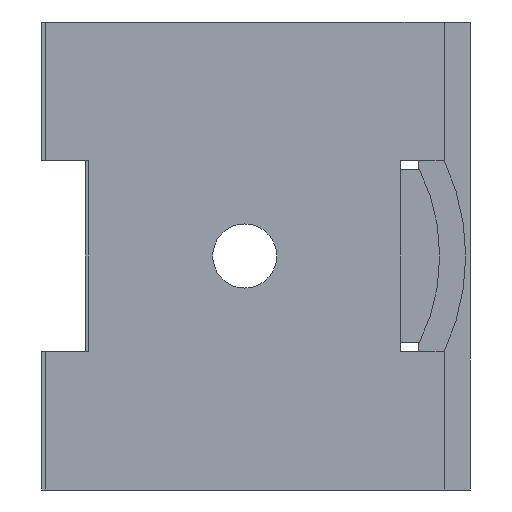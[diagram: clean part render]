
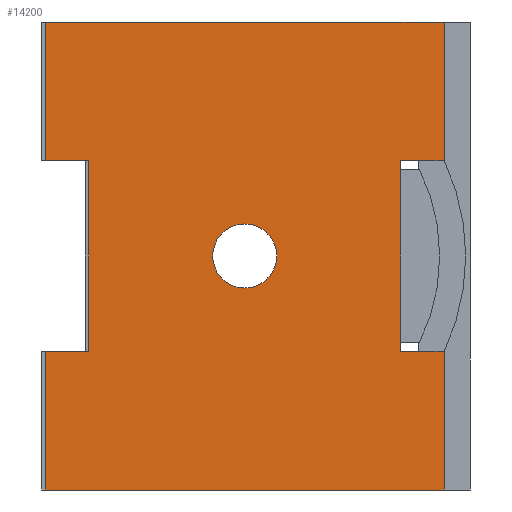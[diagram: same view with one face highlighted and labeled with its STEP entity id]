
A CAD part, front view. The second image highlights one B-rep face of the part: STEP entity #14200.
In plain terms, the highlighted planar face has unit normal (0, -1, 0).
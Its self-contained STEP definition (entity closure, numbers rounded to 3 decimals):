
#720=CARTESIAN_POINT('',(321.552,194.039,0.));
#730=VERTEX_POINT('',#720);
#760=CARTESIAN_POINT('',(319.552,194.039,0.));
#770=DIRECTION('',(-1.,0.,0.));
#780=VECTOR('',#770,1.);
#790=LINE('',#760,#780);
#800=CARTESIAN_POINT('',(298.552,194.039,0.));
#810=VERTEX_POINT('',#800);
#820=EDGE_CURVE('',#730,#810,#790,.T.);
#2780=CARTESIAN_POINT('',(298.552,194.039,-27.));
#2790=VERTEX_POINT('',#2780);
#2820=CARTESIAN_POINT('',(319.552,194.039,-27.));
#2830=DIRECTION('',(-1.,0.,0.));
#2840=VECTOR('',#2830,1.);
#2850=LINE('',#2820,#2840);
#2860=CARTESIAN_POINT('',(321.552,194.039,-27.));
#2870=VERTEX_POINT('',#2860);
#2880=EDGE_CURVE('',#2870,#2790,#2850,.T.);
#12400=CARTESIAN_POINT('',(321.552,194.039,0.));
#12410=DIRECTION('',(0.,0.,1.));
#12420=VECTOR('',#12410,1.);
#12430=LINE('',#12400,#12420);
#12440=CARTESIAN_POINT('',(321.552,194.039,-8.));
#12450=VERTEX_POINT('',#12440);
#12460=EDGE_CURVE('',#12450,#730,#12430,.T.);
#13270=CARTESIAN_POINT('',(300.552,194.039,0.));
#13280=DIRECTION('',(-0.,-1.,-0.));
#13290=DIRECTION('',(-1.,0.,0.));
#13300=AXIS2_PLACEMENT_3D('',#13270,#13280,#13290);
#13310=PLANE('',#13300);
#13320=CARTESIAN_POINT('',(310.052,194.039,-13.5));
#13330=DIRECTION('',(0.,-1.,0.));
#13340=DIRECTION('',(1.,0.,0.));
#13350=AXIS2_PLACEMENT_3D('',#13320,#13330,#13340);
#13360=CIRCLE('',#13350,1.85);
#13370=CARTESIAN_POINT('',(311.902,194.039,-13.5));
#13380=VERTEX_POINT('',#13370);
#13390=CARTESIAN_POINT('',(308.202,194.039,-13.5));
#13400=VERTEX_POINT('',#13390);
#13410=EDGE_CURVE('',#13380,#13400,#13360,.T.);
#13420=ORIENTED_EDGE('',*,*,#13410,.F.);
#13430=EDGE_CURVE('',#13400,#13380,#13360,.T.);
#13440=ORIENTED_EDGE('',*,*,#13430,.F.);
#13450=EDGE_LOOP('',(#13440,#13420));
#13460=FACE_BOUND('',#13450,.T.);
#13470=CARTESIAN_POINT('',(0.,194.039,-8.));
#13480=DIRECTION('',(1.,0.,0.));
#13490=VECTOR('',#13480,1.);
#13500=LINE('',#13470,#13490);
#13510=CARTESIAN_POINT('',(319.052,194.039,-8.));
#13520=VERTEX_POINT('',#13510);
#13530=EDGE_CURVE('',#13520,#12450,#13500,.T.);
#13540=ORIENTED_EDGE('',*,*,#13530,.T.);
#13550=CARTESIAN_POINT('',(319.052,194.039,0.));
#13560=DIRECTION('',(0.,0.,-1.));
#13570=VECTOR('',#13560,1.);
#13580=LINE('',#13550,#13570);
#13590=CARTESIAN_POINT('',(319.052,194.039,-19.));
#13600=VERTEX_POINT('',#13590);
#13610=EDGE_CURVE('',#13520,#13600,#13580,.T.);
#13620=ORIENTED_EDGE('',*,*,#13610,.F.);
#13630=CARTESIAN_POINT('',(0.,194.039,-19.));
#13640=DIRECTION('',(-1.,0.,0.));
#13650=VECTOR('',#13640,1.);
#13660=LINE('',#13630,#13650);
#13670=CARTESIAN_POINT('',(321.552,194.039,-19.));
#13680=VERTEX_POINT('',#13670);
#13690=EDGE_CURVE('',#13680,#13600,#13660,.T.);
#13700=ORIENTED_EDGE('',*,*,#13690,.T.);
#13710=CARTESIAN_POINT('',(321.552,194.039,0.));
#13720=DIRECTION('',(0.,0.,1.));
#13730=VECTOR('',#13720,1.);
#13740=LINE('',#13710,#13730);
#13750=EDGE_CURVE('',#2870,#13680,#13740,.T.);
#13760=ORIENTED_EDGE('',*,*,#13750,.T.);
#13770=ORIENTED_EDGE('',*,*,#2880,.F.);
#13780=CARTESIAN_POINT('',(298.552,194.039,0.));
#13790=DIRECTION('',(0.,0.,1.));
#13800=VECTOR('',#13790,1.);
#13810=LINE('',#13780,#13800);
#13820=CARTESIAN_POINT('',(298.552,194.039,-19.));
#13830=VERTEX_POINT('',#13820);
#13840=EDGE_CURVE('',#2790,#13830,#13810,.T.);
#13850=ORIENTED_EDGE('',*,*,#13840,.F.);
#13860=CARTESIAN_POINT('',(0.,194.039,-19.));
#13870=DIRECTION('',(-1.,0.,0.));
#13880=VECTOR('',#13870,1.);
#13890=LINE('',#13860,#13880);
#13900=CARTESIAN_POINT('',(301.052,194.039,-19.));
#13910=VERTEX_POINT('',#13900);
#13920=EDGE_CURVE('',#13910,#13830,#13890,.T.);
#13930=ORIENTED_EDGE('',*,*,#13920,.T.);
#13940=CARTESIAN_POINT('',(301.052,194.039,0.));
#13950=DIRECTION('',(0.,0.,1.));
#13960=VECTOR('',#13950,1.);
#13970=LINE('',#13940,#13960);
#13980=CARTESIAN_POINT('',(301.052,194.039,-8.));
#13990=VERTEX_POINT('',#13980);
#14000=EDGE_CURVE('',#13910,#13990,#13970,.T.);
#14010=ORIENTED_EDGE('',*,*,#14000,.F.);
#14020=CARTESIAN_POINT('',(0.,194.039,-8.));
#14030=DIRECTION('',(1.,0.,0.));
#14040=VECTOR('',#14030,1.);
#14050=LINE('',#14020,#14040);
#14060=CARTESIAN_POINT('',(298.552,194.039,-8.));
#14070=VERTEX_POINT('',#14060);
#14080=EDGE_CURVE('',#14070,#13990,#14050,.T.);
#14090=ORIENTED_EDGE('',*,*,#14080,.T.);
#14100=CARTESIAN_POINT('',(298.552,194.039,0.));
#14110=DIRECTION('',(0.,0.,1.));
#14120=VECTOR('',#14110,1.);
#14130=LINE('',#14100,#14120);
#14140=EDGE_CURVE('',#14070,#810,#14130,.T.);
#14150=ORIENTED_EDGE('',*,*,#14140,.F.);
#14160=ORIENTED_EDGE('',*,*,#820,.T.);
#14170=ORIENTED_EDGE('',*,*,#12460,.T.);
#14180=EDGE_LOOP('',(#14170,#14160,#14150,#14090,#14010,#13930,#13850,
#13770,#13760,#13700,#13620,#13540));
#14190=FACE_OUTER_BOUND('',#14180,.T.);
#14200=ADVANCED_FACE('',(#13460,#14190),#13310,.T.);
